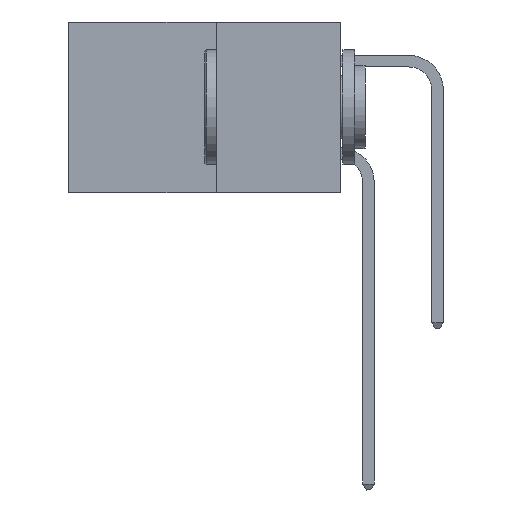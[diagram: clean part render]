
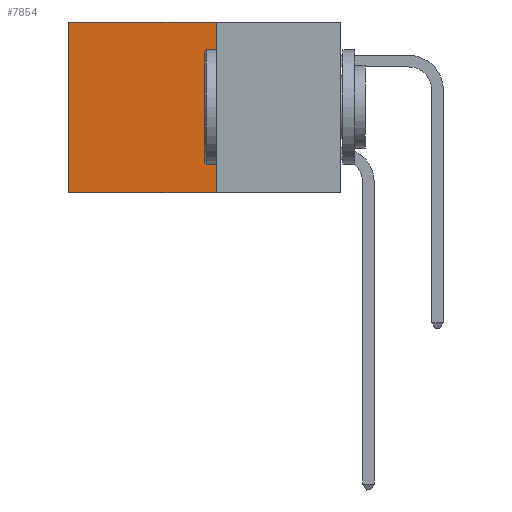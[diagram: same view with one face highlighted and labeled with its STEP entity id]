
A CAD part, left-side view. The second image highlights one B-rep face of the part: STEP entity #7854.
In plain terms, the highlighted planar face has unit normal (-1, 0, 0).
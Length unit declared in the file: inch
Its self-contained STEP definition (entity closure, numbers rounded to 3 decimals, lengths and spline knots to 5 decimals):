
#520 = DIRECTION ( 'NONE',  ( 0., 0., -1. ) ) ;
#776 = CARTESIAN_POINT ( 'NONE',  ( 0.277, 0.27, -0.37 ) ) ;
#1766 = LINE ( 'NONE', #776, #12368 ) ;
#6282 = ORIENTED_EDGE ( 'NONE', *, *, #18358, .T. ) ;
#6952 = CARTESIAN_POINT ( 'NONE',  ( 0.277, 0.27, 0. ) ) ;
#7455 = EDGE_CURVE ( 'NONE', #15939, #8336, #19330, .T. ) ;
#7510 = VECTOR ( 'NONE', #23012, 39.37008 ) ;
#7854 = ADVANCED_FACE ( 'NONE', ( #15706 ), #13119, .F. ) ;
#7956 = EDGE_CURVE ( 'NONE', #15993, #24968, #1766, .T. ) ;
#8336 = VERTEX_POINT ( 'NONE', #18809 ) ;
#9901 = CARTESIAN_POINT ( 'NONE',  ( 0.277, 0.27, 0. ) ) ;
#11584 = ORIENTED_EDGE ( 'NONE', *, *, #7956, .F. ) ;
#12015 = DIRECTION ( 'NONE',  ( 0., 1., 0. ) ) ;
#12368 = VECTOR ( 'NONE', #23921, 39.37008 ) ;
#13119 = PLANE ( 'NONE',  #21147 ) ;
#13217 = DIRECTION ( 'NONE',  ( 1., 0., 0. ) ) ;
#14245 = CARTESIAN_POINT ( 'NONE',  ( 0.277, 0.27, -0.37 ) ) ;
#14560 = CARTESIAN_POINT ( 'NONE',  ( 0.277, 0.59, -0.37 ) ) ;
#15571 = CARTESIAN_POINT ( 'NONE',  ( 0.277, 0.27, -0.37 ) ) ;
#15706 = FACE_OUTER_BOUND ( 'NONE', #20630, .T. ) ;
#15939 = VERTEX_POINT ( 'NONE', #6952 ) ;
#15993 = VERTEX_POINT ( 'NONE', #15571 ) ;
#16988 = VECTOR ( 'NONE', #18503, 39.37008 ) ;
#17734 = ORIENTED_EDGE ( 'NONE', *, *, #20274, .F. ) ;
#18358 = EDGE_CURVE ( 'NONE', #8336, #24968, #18753, .T. ) ;
#18503 = DIRECTION ( 'NONE',  ( 0., 0., -1. ) ) ;
#18753 = LINE ( 'NONE', #14560, #7510 ) ;
#18809 = CARTESIAN_POINT ( 'NONE',  ( 0.277, 0.59, 0. ) ) ;
#19330 = LINE ( 'NONE', #9901, #24208 ) ;
#20274 = EDGE_CURVE ( 'NONE', #15939, #15993, #22519, .T. ) ;
#20630 = EDGE_LOOP ( 'NONE', ( #6282, #11584, #17734, #24979 ) ) ;
#21147 = AXIS2_PLACEMENT_3D ( 'NONE', #25788, #13217, #520 ) ;
#22519 = LINE ( 'NONE', #14245, #16988 ) ;
#23012 = DIRECTION ( 'NONE',  ( 0., 0., -1. ) ) ;
#23921 = DIRECTION ( 'NONE',  ( 0., 1., 0. ) ) ;
#24208 = VECTOR ( 'NONE', #12015, 39.37008 ) ;
#24968 = VERTEX_POINT ( 'NONE', #26904 ) ;
#24979 = ORIENTED_EDGE ( 'NONE', *, *, #7455, .T. ) ;
#25788 = CARTESIAN_POINT ( 'NONE',  ( 0.277, 0.27, -0.37 ) ) ;
#26904 = CARTESIAN_POINT ( 'NONE',  ( 0.277, 0.59, -0.37 ) ) ;
